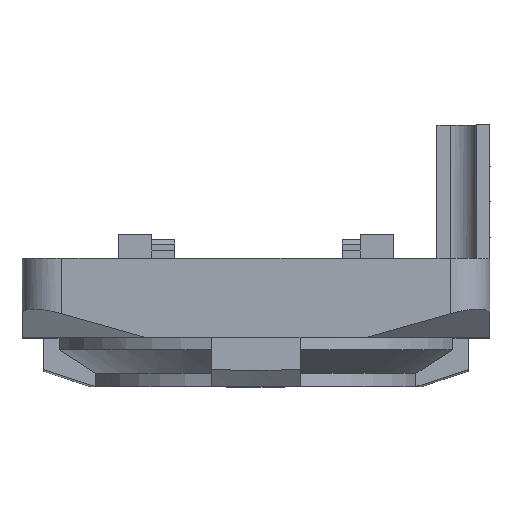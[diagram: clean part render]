
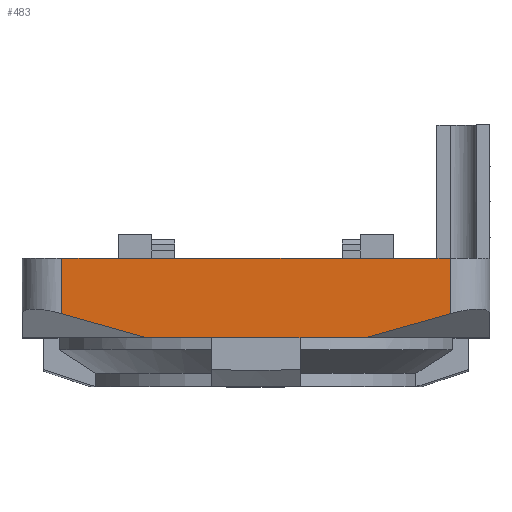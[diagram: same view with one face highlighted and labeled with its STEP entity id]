
A CAD part, top view. The second image highlights one B-rep face of the part: STEP entity #483.
In plain terms, the highlighted planar face has unit normal (0, 0, 1).
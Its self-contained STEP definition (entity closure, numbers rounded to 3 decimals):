
#53=B_SPLINE_CURVE_WITH_KNOTS('',3,(#10465,#10466,#10467,#10468),
 .UNSPECIFIED.,.F.,.F.,(4,4),(0.,1.),.UNSPECIFIED.);
#73=B_SPLINE_CURVE_WITH_KNOTS('',3,(#10654,#10655,#10656,#10657),
 .UNSPECIFIED.,.F.,.F.,(4,4),(0.,1.),.UNSPECIFIED.);
#75=B_SPLINE_CURVE_WITH_KNOTS('',3,(#10676,#10677,#10678,#10679),
 .UNSPECIFIED.,.F.,.F.,(4,4),(0.,1.),.UNSPECIFIED.);
#76=B_SPLINE_CURVE_WITH_KNOTS('',3,(#10681,#10682,#10683,#10684),
 .UNSPECIFIED.,.F.,.F.,(4,4),(0.,1.),.UNSPECIFIED.);
#77=B_SPLINE_CURVE_WITH_KNOTS('',3,(#10686,#10687,#10688,#10689),
 .UNSPECIFIED.,.F.,.F.,(4,4),(0.,1.),.UNSPECIFIED.);
#483=ADVANCED_FACE('',(#1138),#828,.T.);
#828=PLANE('',#7505);
#1138=FACE_OUTER_BOUND('',#1507,.T.);
#1507=EDGE_LOOP('',(#2512,#2513,#2514,#2515,#2516,#2517,#2518,#2519,#2520,
#2521));
#2512=ORIENTED_EDGE('',*,*,#5019,.T.);
#2513=ORIENTED_EDGE('',*,*,#5020,.T.);
#2514=ORIENTED_EDGE('',*,*,#5021,.T.);
#2515=ORIENTED_EDGE('',*,*,#5018,.F.);
#2516=ORIENTED_EDGE('',*,*,#5014,.F.);
#2517=ORIENTED_EDGE('',*,*,#5022,.T.);
#2518=ORIENTED_EDGE('',*,*,#5023,.F.);
#2519=ORIENTED_EDGE('',*,*,#5024,.T.);
#2520=ORIENTED_EDGE('',*,*,#4954,.F.);
#2521=ORIENTED_EDGE('',*,*,#5025,.F.);
#4141=VERTEX_POINT('',#10464);
#4142=VERTEX_POINT('',#10469);
#4192=VERTEX_POINT('',#10653);
#4193=VERTEX_POINT('',#10658);
#4194=VERTEX_POINT('',#10667);
#4195=VERTEX_POINT('',#10671);
#4196=VERTEX_POINT('',#10672);
#4197=VERTEX_POINT('',#10674);
#4198=VERTEX_POINT('',#10680);
#4199=VERTEX_POINT('',#10685);
#4954=EDGE_CURVE('',#4141,#4142,#53,.T.);
#5014=EDGE_CURVE('',#4192,#4193,#73,.T.);
#5018=EDGE_CURVE('',#4193,#4194,#5990,.T.);
#5019=EDGE_CURVE('',#4195,#4196,#5991,.T.);
#5020=EDGE_CURVE('',#4196,#4197,#5992,.T.);
#5021=EDGE_CURVE('',#4197,#4194,#5993,.T.);
#5022=EDGE_CURVE('',#4192,#4198,#75,.T.);
#5023=EDGE_CURVE('',#4199,#4198,#76,.T.);
#5024=EDGE_CURVE('',#4199,#4142,#77,.T.);
#5025=EDGE_CURVE('',#4195,#4141,#5994,.T.);
#5990=LINE('',#10668,#6834);
#5991=LINE('',#10670,#6835);
#5992=LINE('',#10673,#6836);
#5993=LINE('',#10675,#6837);
#5994=LINE('',#10690,#6838);
#6834=VECTOR('',#8546,1.);
#6835=VECTOR('',#8549,1.);
#6836=VECTOR('',#8550,1.);
#6837=VECTOR('',#8551,1.);
#6838=VECTOR('',#8552,1.);
#7505=AXIS2_PLACEMENT_3D('',#10691,#8553,#8554);
#8546=DIRECTION('',(0.,-1.,0.));
#8549=DIRECTION('',(0.962,-0.272,0.));
#8550=DIRECTION('',(1.,0.,0.));
#8551=DIRECTION('',(0.962,0.272,0.));
#8552=DIRECTION('',(0.,1.,0.));
#8553=DIRECTION('',(0.,0.,1.));
#8554=DIRECTION('',(1.,0.,0.));
#10464=CARTESIAN_POINT('',(-22.,-0.5,74.));
#10465=CARTESIAN_POINT('',(-22.,-0.5,74.));
#10466=CARTESIAN_POINT('',(-19.85,-0.5,74.));
#10467=CARTESIAN_POINT('',(-17.7,-0.5,74.001));
#10468=CARTESIAN_POINT('',(-15.55,-0.5,74.001));
#10469=CARTESIAN_POINT('',(-15.55,-0.5,74.001));
#10653=CARTESIAN_POINT('',(15.55,-0.5,74.001));
#10654=CARTESIAN_POINT('',(15.55,-0.5,74.001));
#10655=CARTESIAN_POINT('',(17.7,-0.5,74.));
#10656=CARTESIAN_POINT('',(19.85,-0.5,74.));
#10657=CARTESIAN_POINT('',(22.,-0.5,74.));
#10658=CARTESIAN_POINT('',(22.,-0.5,74.));
#10667=CARTESIAN_POINT('',(22.,-6.773,74.));
#10668=CARTESIAN_POINT('',(22.,-0.5,74.));
#10670=CARTESIAN_POINT('',(-22.,-6.773,74.));
#10671=CARTESIAN_POINT('',(-22.,-6.773,74.));
#10672=CARTESIAN_POINT('',(-12.358,-9.5,74.));
#10673=CARTESIAN_POINT('',(-12.358,-9.5,74.));
#10674=CARTESIAN_POINT('',(12.358,-9.5,74.));
#10675=CARTESIAN_POINT('',(12.358,-9.5,74.));
#10676=CARTESIAN_POINT('',(15.55,-0.5,74.));
#10677=CARTESIAN_POINT('',(14.3,-0.5,74.));
#10678=CARTESIAN_POINT('',(13.05,-0.5,74.));
#10679=CARTESIAN_POINT('',(11.8,-0.5,74.));
#10680=CARTESIAN_POINT('',(11.8,-0.5,74.001));
#10681=CARTESIAN_POINT('',(-11.8,-0.5,74.001));
#10682=CARTESIAN_POINT('',(-3.933,-0.5,74.001));
#10683=CARTESIAN_POINT('',(3.933,-0.5,74.001));
#10684=CARTESIAN_POINT('',(11.8,-0.5,74.001));
#10685=CARTESIAN_POINT('',(-11.8,-0.5,74.001));
#10686=CARTESIAN_POINT('',(-11.8,-0.5,74.));
#10687=CARTESIAN_POINT('',(-13.05,-0.5,74.));
#10688=CARTESIAN_POINT('',(-14.3,-0.5,74.));
#10689=CARTESIAN_POINT('',(-15.55,-0.5,74.));
#10690=CARTESIAN_POINT('',(-22.,-6.773,74.));
#10691=CARTESIAN_POINT('',(-26.4,-10.4,74.));
